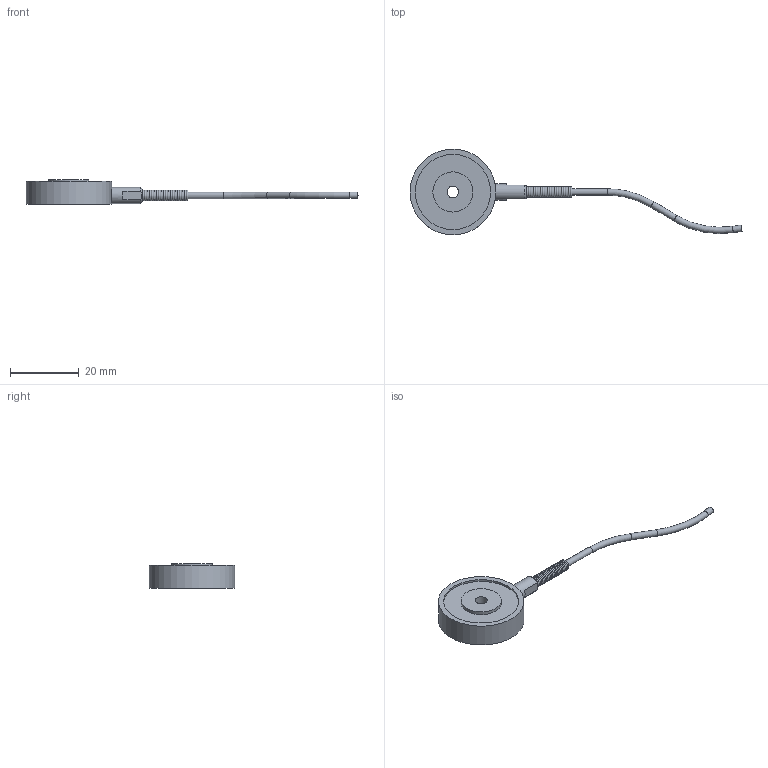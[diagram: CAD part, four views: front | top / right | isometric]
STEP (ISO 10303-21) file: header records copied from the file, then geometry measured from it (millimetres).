
FILE_DESCRIPTION((''),'2;1');
FILE_NAME('1-8 ID.stp','2010-10-15T15:45:59',('thomasl'),(''),'Autodesk Inventor 2008','Autodesk Inventor 2008','');
FILE_SCHEMA(('AUTOMOTIVE_DESIGN { 1 0 10303 214 1 1 1 1 }'));
Length unit declared in the file: inch
Products named in the file (2): 1-8 ID; ~PART1
Assembly tree (1 placements, depth 2):
  1-8 ID
    ~PART1
Bounding box: 96.33 x 24.89 x 7.11 mm (x, y, z)
Volume: 3309.9 mm3; surface area: 2496.3 mm2
Topology: 1 solids, 6 shells, 95 faces, 211 edges, 126 vertices
Faces by surface type: torus 36, plane 34, cylinder 23, cone 2
Full cylindrical faces by diameter (mm): 1.854 x3, 2.083 x1, 2.794 x1, 3.023 x5, 3.048 x1, 3.404 x1, 4.699 x1, 11.176 x1, 11.278 x1, 11.659 x1, 21.819 x1, 22.301 x1, 22.352 x1, 22.606 x1, 24.892 x1
Entity records: 2330 total; most frequent: DIRECTION 419, CARTESIAN_POINT 416, ORIENTED_EDGE 284, AXIS2_PLACEMENT_3D 193, EDGE_LOOP 172, EDGE_CURVE 142, VERTEX_POINT 117, CIRCLE 95
